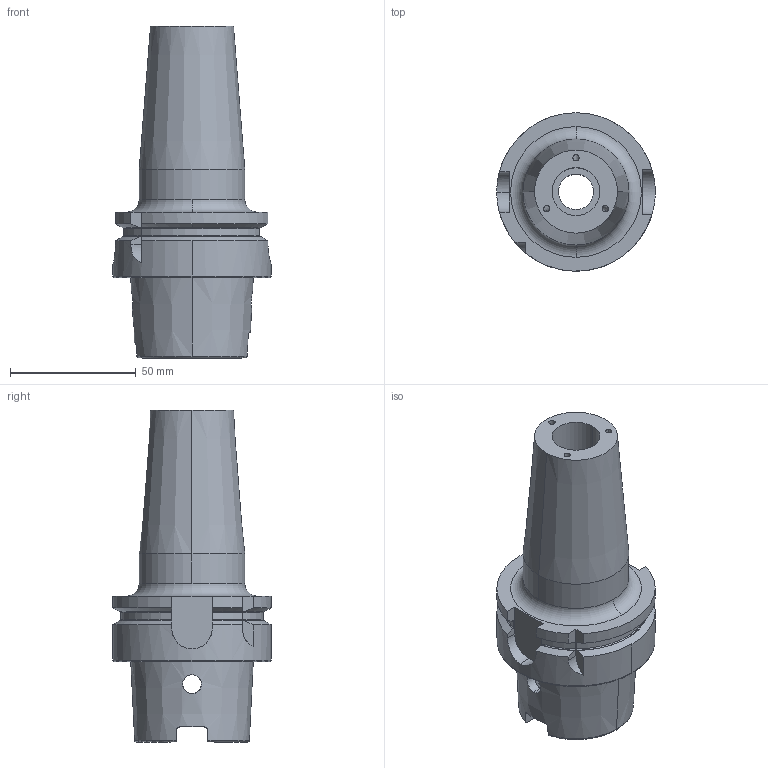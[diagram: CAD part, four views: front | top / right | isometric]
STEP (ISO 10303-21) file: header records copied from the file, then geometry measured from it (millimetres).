
FILE_DESCRIPTION (( 'STEP AP203' ), '1' );
FILE_NAME ('STP-SATE-93124B.STEP', '2018-09-28T03:01:23', ( '' ), ( '' ), 'SwSTEP 2.0', 'SolidWorks 2015', '' );
FILE_SCHEMA (( 'CONFIG_CONTROL_DESIGN' ));
Length unit declared in the file: millimetre
Products named in the file (1): STP-SATE-93124B
Bounding box: 63 x 63 x 132 mm (x, y, z)
Volume: 151329.2 mm3; surface area: 35455.7 mm2
Topology: 1 solids, 1 shells, 125 faces, 336 edges, 216 vertices
Faces by surface type: cylinder 44, plane 32, torus 26, cone 17, bspline 6
Entity records: 4828 total; most frequent: CARTESIAN_POINT 1654, ORIENTED_EDGE 672, DIRECTION 635, EDGE_CURVE 336, AXIS2_PLACEMENT_3D 261, VERTEX_POINT 216, CIRCLE 141, EDGE_LOOP 140
